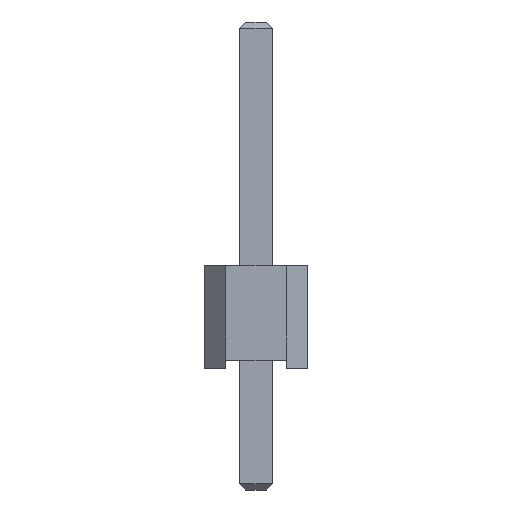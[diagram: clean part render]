
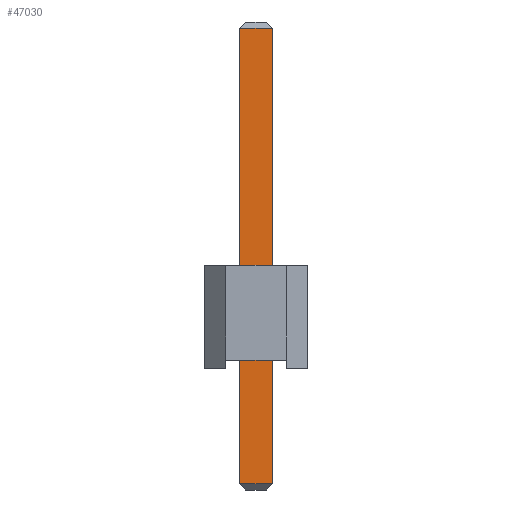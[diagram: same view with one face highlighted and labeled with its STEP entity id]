
A CAD part, front view. The second image highlights one B-rep face of the part: STEP entity #47030.
In plain terms, the highlighted planar face has unit normal (0, -1, 0).
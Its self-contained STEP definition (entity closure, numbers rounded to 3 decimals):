
#46618 = PLANE('',#46619);
#46619 = AXIS2_PLACEMENT_3D('',#46620,#46621,#46622);
#46620 = CARTESIAN_POINT('',(-0.4,-0.4,-3.));
#46621 = DIRECTION('',(-1.,0.,0.));
#46622 = DIRECTION('',(0.,1.,0.));
#46674 = PLANE('',#46675);
#46675 = AXIS2_PLACEMENT_3D('',#46676,#46677,#46678);
#46676 = CARTESIAN_POINT('',(0.4,0.4,-3.));
#46677 = DIRECTION('',(1.,0.,0.));
#46678 = DIRECTION('',(0.,-1.,0.));
#46715 = EDGE_CURVE('',#46716,#46718,#46720,.T.);
#46716 = VERTEX_POINT('',#46717);
#46717 = CARTESIAN_POINT('',(-0.4,-0.4,-2.85));
#46718 = VERTEX_POINT('',#46719);
#46719 = CARTESIAN_POINT('',(-0.4,-0.4,8.39));
#46720 = SURFACE_CURVE('',#46721,(#46725,#46732),.PCURVE_S1.);
#46721 = LINE('',#46722,#46723);
#46722 = CARTESIAN_POINT('',(-0.4,-0.4,-3.));
#46723 = VECTOR('',#46724,1.);
#46724 = DIRECTION('',(0.,0.,1.));
#46725 = PCURVE('',#46618,#46726);
#46726 = DEFINITIONAL_REPRESENTATION('',(#46727),#46731);
#46727 = LINE('',#46728,#46729);
#46728 = CARTESIAN_POINT('',(0.,0.));
#46729 = VECTOR('',#46730,1.);
#46730 = DIRECTION('',(0.,-1.));
#46731 = ( GEOMETRIC_REPRESENTATION_CONTEXT(2) 
PARAMETRIC_REPRESENTATION_CONTEXT() REPRESENTATION_CONTEXT('2D SPACE',''
  ) );
#46732 = PCURVE('',#46733,#46738);
#46733 = PLANE('',#46734);
#46734 = AXIS2_PLACEMENT_3D('',#46735,#46736,#46737);
#46735 = CARTESIAN_POINT('',(0.4,-0.4,-3.));
#46736 = DIRECTION('',(0.,-1.,0.));
#46737 = DIRECTION('',(-1.,0.,0.));
#46738 = DEFINITIONAL_REPRESENTATION('',(#46739),#46743);
#46739 = LINE('',#46740,#46741);
#46740 = CARTESIAN_POINT('',(0.8,0.));
#46741 = VECTOR('',#46742,1.);
#46742 = DIRECTION('',(0.,-1.));
#46743 = ( GEOMETRIC_REPRESENTATION_CONTEXT(2) 
PARAMETRIC_REPRESENTATION_CONTEXT() REPRESENTATION_CONTEXT('2D SPACE',''
  ) );
#46965 = VERTEX_POINT('',#46966);
#46966 = CARTESIAN_POINT('',(0.4,-0.4,8.39));
#46987 = EDGE_CURVE('',#46988,#46965,#46990,.T.);
#46988 = VERTEX_POINT('',#46989);
#46989 = CARTESIAN_POINT('',(0.4,-0.4,-2.85));
#46990 = SURFACE_CURVE('',#46991,(#46995,#47002),.PCURVE_S1.);
#46991 = LINE('',#46992,#46993);
#46992 = CARTESIAN_POINT('',(0.4,-0.4,-3.));
#46993 = VECTOR('',#46994,1.);
#46994 = DIRECTION('',(0.,0.,1.));
#46995 = PCURVE('',#46674,#46996);
#46996 = DEFINITIONAL_REPRESENTATION('',(#46997),#47001);
#46997 = LINE('',#46998,#46999);
#46998 = CARTESIAN_POINT('',(0.8,0.));
#46999 = VECTOR('',#47000,1.);
#47000 = DIRECTION('',(0.,-1.));
#47001 = ( GEOMETRIC_REPRESENTATION_CONTEXT(2) 
PARAMETRIC_REPRESENTATION_CONTEXT() REPRESENTATION_CONTEXT('2D SPACE',''
  ) );
#47002 = PCURVE('',#46733,#47003);
#47003 = DEFINITIONAL_REPRESENTATION('',(#47004),#47008);
#47004 = LINE('',#47005,#47006);
#47005 = CARTESIAN_POINT('',(0.,-0.));
#47006 = VECTOR('',#47007,1.);
#47007 = DIRECTION('',(0.,-1.));
#47008 = ( GEOMETRIC_REPRESENTATION_CONTEXT(2) 
PARAMETRIC_REPRESENTATION_CONTEXT() REPRESENTATION_CONTEXT('2D SPACE',''
  ) );
#47030 = ADVANCED_FACE('',(#47031),#46733,.T.);
#47031 = FACE_BOUND('',#47032,.T.);
#47032 = EDGE_LOOP('',(#47033,#47034,#47060,#47061));
#47033 = ORIENTED_EDGE('',*,*,#46987,.T.);
#47034 = ORIENTED_EDGE('',*,*,#47035,.T.);
#47035 = EDGE_CURVE('',#46965,#46718,#47036,.T.);
#47036 = SURFACE_CURVE('',#47037,(#47041,#47048),.PCURVE_S1.);
#47037 = LINE('',#47038,#47039);
#47038 = CARTESIAN_POINT('',(0.4,-0.4,8.39));
#47039 = VECTOR('',#47040,1.);
#47040 = DIRECTION('',(-1.,0.,0.));
#47041 = PCURVE('',#46733,#47042);
#47042 = DEFINITIONAL_REPRESENTATION('',(#47043),#47047);
#47043 = LINE('',#47044,#47045);
#47044 = CARTESIAN_POINT('',(0.,-11.39));
#47045 = VECTOR('',#47046,1.);
#47046 = DIRECTION('',(1.,0.));
#47047 = ( GEOMETRIC_REPRESENTATION_CONTEXT(2) 
PARAMETRIC_REPRESENTATION_CONTEXT() REPRESENTATION_CONTEXT('2D SPACE',''
  ) );
#47048 = PCURVE('',#47049,#47054);
#47049 = PLANE('',#47050);
#47050 = AXIS2_PLACEMENT_3D('',#47051,#47052,#47053);
#47051 = CARTESIAN_POINT('',(0.4,-0.325,8.465));
#47052 = DIRECTION('',(0.,-0.707,0.707));
#47053 = DIRECTION('',(1.,0.,0.));
#47054 = DEFINITIONAL_REPRESENTATION('',(#47055),#47059);
#47055 = LINE('',#47056,#47057);
#47056 = CARTESIAN_POINT('',(-0.,-0.106));
#47057 = VECTOR('',#47058,1.);
#47058 = DIRECTION('',(-1.,0.));
#47059 = ( GEOMETRIC_REPRESENTATION_CONTEXT(2) 
PARAMETRIC_REPRESENTATION_CONTEXT() REPRESENTATION_CONTEXT('2D SPACE',''
  ) );
#47060 = ORIENTED_EDGE('',*,*,#46715,.F.);
#47061 = ORIENTED_EDGE('',*,*,#47062,.F.);
#47062 = EDGE_CURVE('',#46988,#46716,#47063,.T.);
#47063 = SURFACE_CURVE('',#47064,(#47068,#47075),.PCURVE_S1.);
#47064 = LINE('',#47065,#47066);
#47065 = CARTESIAN_POINT('',(0.4,-0.4,-2.85));
#47066 = VECTOR('',#47067,1.);
#47067 = DIRECTION('',(-1.,0.,0.));
#47068 = PCURVE('',#46733,#47069);
#47069 = DEFINITIONAL_REPRESENTATION('',(#47070),#47074);
#47070 = LINE('',#47071,#47072);
#47071 = CARTESIAN_POINT('',(0.,-0.15));
#47072 = VECTOR('',#47073,1.);
#47073 = DIRECTION('',(1.,0.));
#47074 = ( GEOMETRIC_REPRESENTATION_CONTEXT(2) 
PARAMETRIC_REPRESENTATION_CONTEXT() REPRESENTATION_CONTEXT('2D SPACE',''
  ) );
#47075 = PCURVE('',#47076,#47081);
#47076 = PLANE('',#47077);
#47077 = AXIS2_PLACEMENT_3D('',#47078,#47079,#47080);
#47078 = CARTESIAN_POINT('',(0.4,-0.325,-2.925));
#47079 = DIRECTION('',(0.,0.707,0.707)
  );
#47080 = DIRECTION('',(1.,0.,0.));
#47081 = DEFINITIONAL_REPRESENTATION('',(#47082),#47086);
#47082 = LINE('',#47083,#47084);
#47083 = CARTESIAN_POINT('',(-0.,-0.106));
#47084 = VECTOR('',#47085,1.);
#47085 = DIRECTION('',(-1.,0.));
#47086 = ( GEOMETRIC_REPRESENTATION_CONTEXT(2) 
PARAMETRIC_REPRESENTATION_CONTEXT() REPRESENTATION_CONTEXT('2D SPACE',''
  ) );
